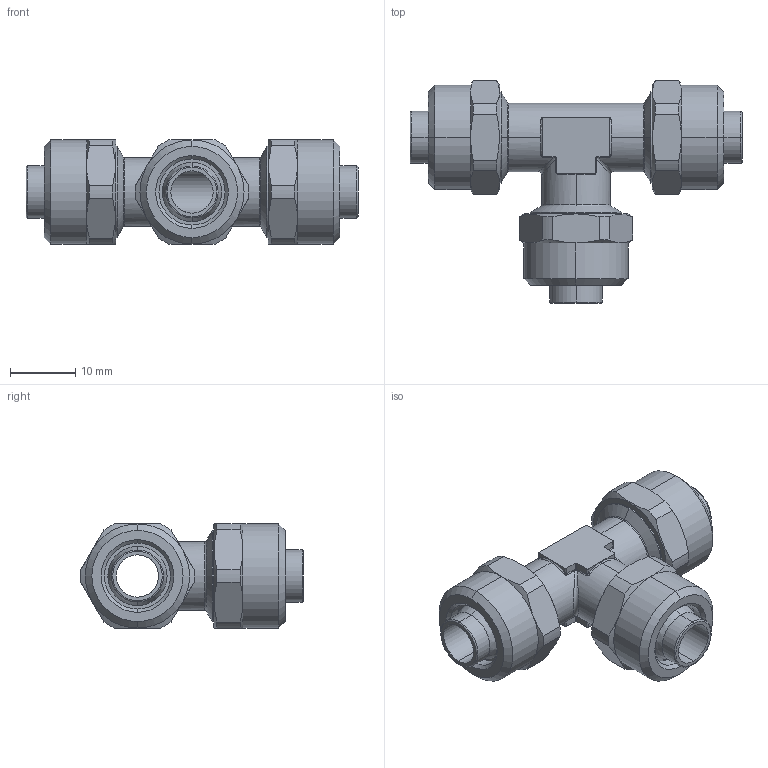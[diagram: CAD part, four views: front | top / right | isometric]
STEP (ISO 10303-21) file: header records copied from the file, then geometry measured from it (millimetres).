
FILE_DESCRIPTION (( 'STEP AP203' ), '1' );
FILE_NAME ('02090050.STEP', '2011-09-28T15:36:41', ( '' ), ( 'sopra-pneumatic' ), 'SwSTEP 2.0', 'SolidWorks 2011', '' );
FILE_SCHEMA (( 'CONFIG_CONTROL_DESIGN' ));
Length unit declared in the file: millimetre
Products named in the file (1): 02090050
Bounding box: 51 x 34.24 x 16 mm (x, y, z)
Volume: 7488.9 mm3; surface area: 5408.6 mm2
Topology: 1 solids, 1 shells, 226 faces, 530 edges, 310 vertices
Faces by surface type: cylinder 84, cone 48, plane 48, bspline 22, torus 20, sphere 4
Entity records: 7089 total; most frequent: CARTESIAN_POINT 1995, DIRECTION 1074, ORIENTED_EDGE 1052, EDGE_CURVE 526, AXIS2_PLACEMENT_3D 449, VERTEX_POINT 310, CIRCLE 244, EDGE_LOOP 238
